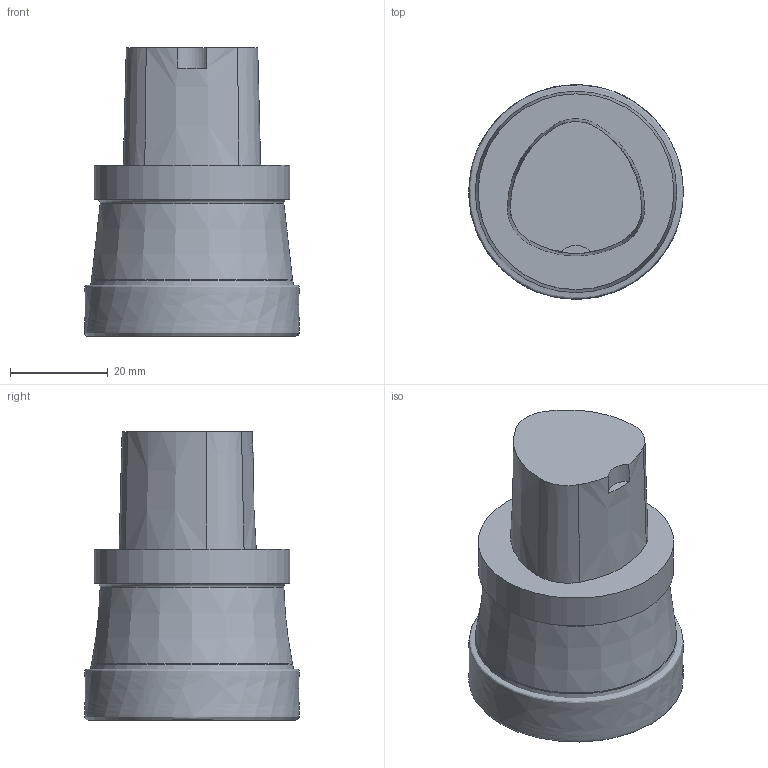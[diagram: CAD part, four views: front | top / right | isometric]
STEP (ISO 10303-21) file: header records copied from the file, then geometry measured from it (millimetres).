
FILE_DESCRIPTION(/* description */ (''),/* implementation_level */ '2;1');
FILE_NAME(/* name */ '1584418506481.stp',/* time_stamp */ '2020-03-17T09:45:21+05:00',/* author */ (''),/* organization */ ('SMS'),/* preprocessor_version */ 'ST-DEVELOPER v16.7',/* originating_system */ 'SIEMENS PLM Software NX 12.0',/* authorisation */ '');
FILE_SCHEMA (('AUTOMOTIVE_DESIGN { 1 0 10303 214 3 1 1 1 }'));
Length unit declared in the file: millimetre
Products named in the file (4): ASSEMBLY_CONSTRUCTION; 202220500mod000_00; 202905903mod000_00; 202905902mod000_00
Assembly tree (3 placements, depth 2):
  202905902mod000_00
    202905903mod000_00
    202220500mod000_00
    ASSEMBLY_CONSTRUCTION
Bounding box: 43.94 x 43.92 x 59 mm (x, y, z)
Volume: 63377.9 mm3; surface area: 13731.5 mm2
Topology: 2 solids, 3 shells, 38 faces, 82 edges, 63 vertices
Faces by surface type: cone 15, plane 9, torus 9, cylinder 4, bspline 1
Full cylindrical faces by diameter (mm): 8 x1, 12.5 x1, 40 x1
Entity records: 6590 total; most frequent: CARTESIAN_POINT 5657, DIRECTION 192, ORIENTED_EDGE 100, AXIS2_PLACEMENT_3D 93, EDGE_LOOP 62, FACE_BOUND 53, EDGE_CURVE 50, VERTEX_POINT 44
